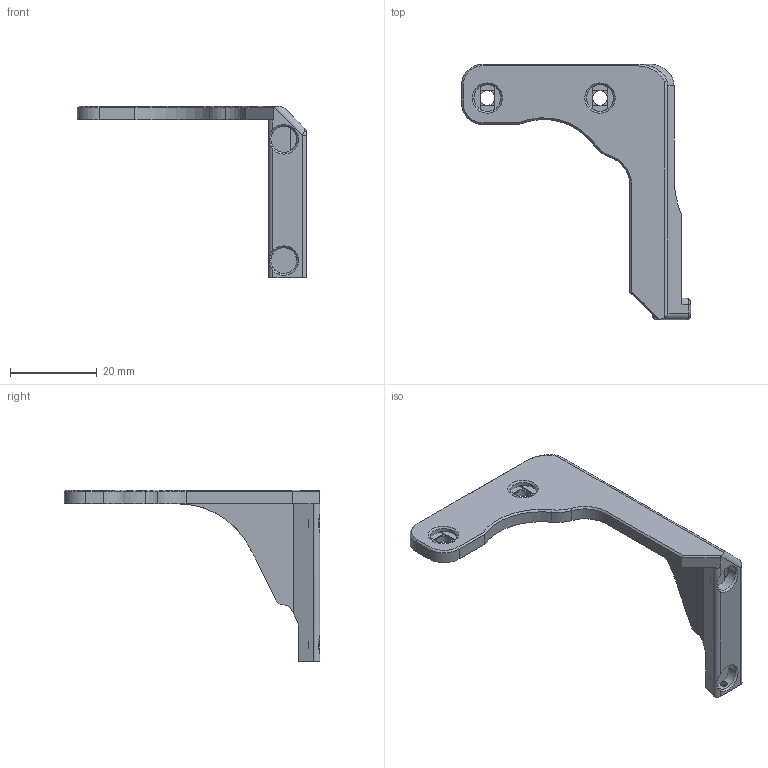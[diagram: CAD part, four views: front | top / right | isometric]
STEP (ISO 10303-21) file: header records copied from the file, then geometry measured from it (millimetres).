
FILE_DESCRIPTION(/* description */ (''),/* implementation_level */ '2;1');
FILE_NAME(/* name */ 'Front cowling mount.step',/* time_stamp */ '2022-01-18T11:42:54+01:00',/* author */ (''),/* organization */ (''),/* preprocessor_version */ 'ST-DEVELOPER v18.1',/* originating_system */ 'Autodesk Translation Framework v10.10.0.1391',/* authorisation */ '');
FILE_SCHEMA (('AUTOMOTIVE_DESIGN { 1 0 10303 214 3 1 1 }'));
Length unit declared in the file: millimetre
Products named in the file (1): Front cowling mount
Bounding box: 52.92 x 59 x 39.69 mm (x, y, z)
Volume: 6118.1 mm3; surface area: 4616.6 mm2
Topology: 1 solids, 1 shells, 111 faces, 306 edges, 189 vertices
Faces by surface type: plane 58, cylinder 29, bspline 17, cone 7
Full cylindrical faces by diameter (mm): 1.6 x2, 3.4 x2, 6 x2, 6.2 x2
Entity records: 4352 total; most frequent: CARTESIAN_POINT 1530, ORIENTED_EDGE 608, DIRECTION 553, EDGE_CURVE 304, AXIS2_PLACEMENT_3D 193, VERTEX_POINT 189, LINE 167, VECTOR 167
